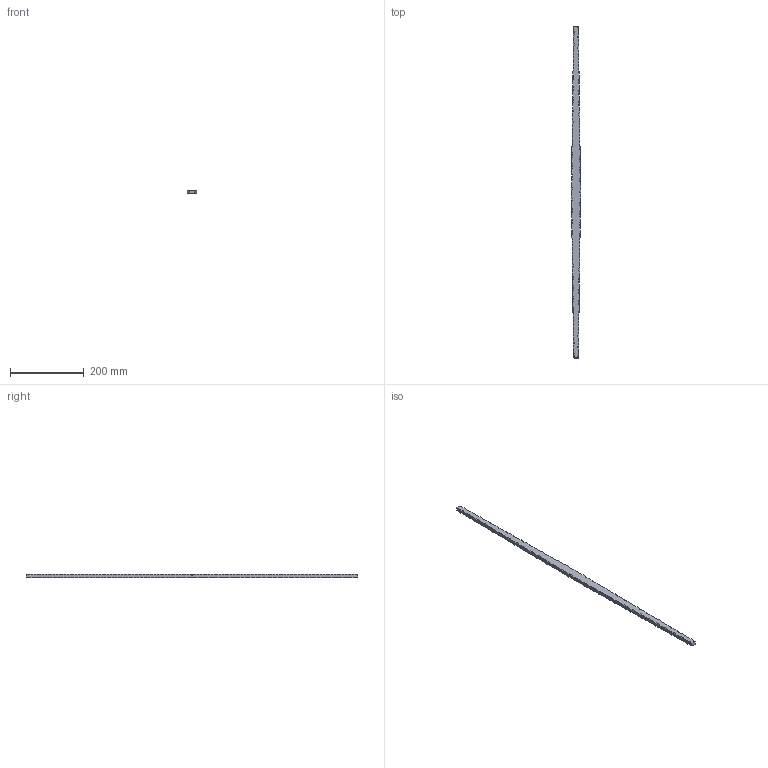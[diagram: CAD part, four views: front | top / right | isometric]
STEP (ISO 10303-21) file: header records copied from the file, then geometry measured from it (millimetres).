
FILE_DESCRIPTION (( 'STEP AP203' ), '1' );
FILE_NAME ('1112.STEP', '2023-06-12T13:31:32', ( '' ), ( '' ), 'SwSTEP 2.0', 'SolidWorks 2018', '' );
FILE_SCHEMA (( 'CONFIG_CONTROL_DESIGN' ));
Length unit declared in the file: millimetre
Products named in the file (1): 1112
Bounding box: 25 x 900 x 10 mm (x, y, z)
Volume: 166628.3 mm3; surface area: 51173.6 mm2
Topology: 1 solids, 1 shells, 339 faces, 1261 edges, 673 vertices
Faces by surface type: torus 139, plane 124, bspline 74, cylinder 2
Entity records: 15223 total; most frequent: CARTESIAN_POINT 6367, ORIENTED_EDGE 1988, DIRECTION 1656, EDGE_CURVE 994, VERTEX_POINT 673, AXIS2_PLACEMENT_3D 574, VECTOR 508, LINE 508
